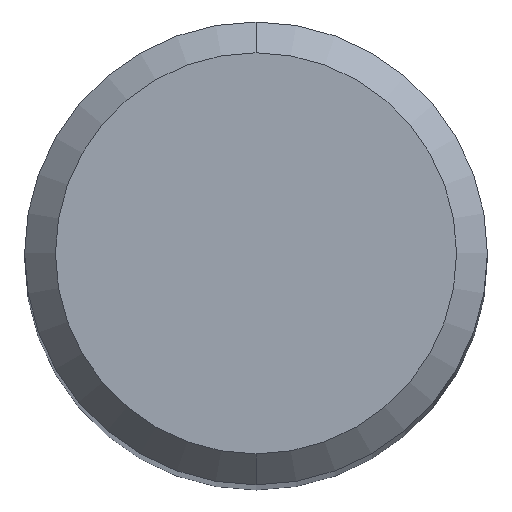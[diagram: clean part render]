
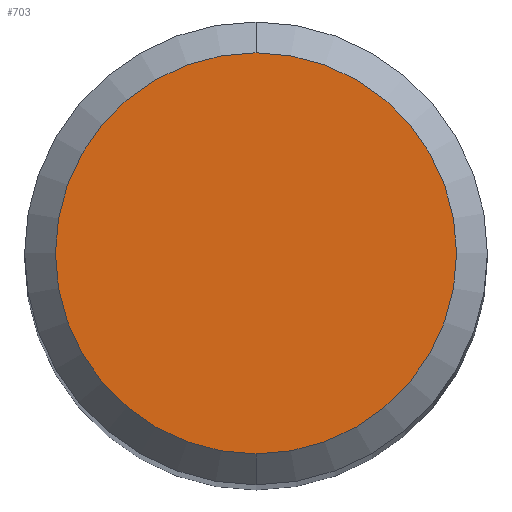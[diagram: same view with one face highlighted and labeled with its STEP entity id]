
A CAD part, top view. The second image highlights one B-rep face of the part: STEP entity #703.
In plain terms, the highlighted planar face has unit normal (0, 0, 1).
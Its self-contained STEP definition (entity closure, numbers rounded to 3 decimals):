
#595=VERTEX_POINT('',#1219);
#701=EDGE_CURVE('',#849,#595,#1333,.T.);
#703=ADVANCED_FACE('',(#1335),#1336,.T.);
#845=EDGE_CURVE('',#595,#849,#1487,.T.);
#849=VERTEX_POINT('',#1491);
#1219=CARTESIAN_POINT('',(0.,-2.6,0.0));
#1333=CIRCLE('',#5241,2.6);
#1335=FACE_OUTER_BOUND('',#5243,.T.);
#1336=PLANE('',#5244);
#1487=CIRCLE('',#5798,2.6);
#1491=CARTESIAN_POINT('',(0.0,2.6,0.0));
#5241=AXIS2_PLACEMENT_3D('',#6452,#6453,#6454);
#5243=EDGE_LOOP('',(#6456,#6457));
#5244=AXIS2_PLACEMENT_3D('',#6458,#6459,#6460);
#5798=AXIS2_PLACEMENT_3D('',#6595,#6596,#6597);
#6452=CARTESIAN_POINT('',(0.0,0.0,0.0));
#6453=DIRECTION('',(0.0,0.0,-1.0));
#6454=DIRECTION('',(0.0,1.0,0.0));
#6456=ORIENTED_EDGE('',*,*,#701,.F.);
#6457=ORIENTED_EDGE('',*,*,#845,.F.);
#6458=CARTESIAN_POINT('',(0.0,1.3,0.0));
#6459=DIRECTION('',(-0.0,0.0,1.0));
#6460=DIRECTION('',(0.0,-1.0,0.0));
#6595=CARTESIAN_POINT('',(0.0,0.0,0.0));
#6596=DIRECTION('',(0.0,0.0,-1.0));
#6597=DIRECTION('',(0.0,1.0,0.0));
